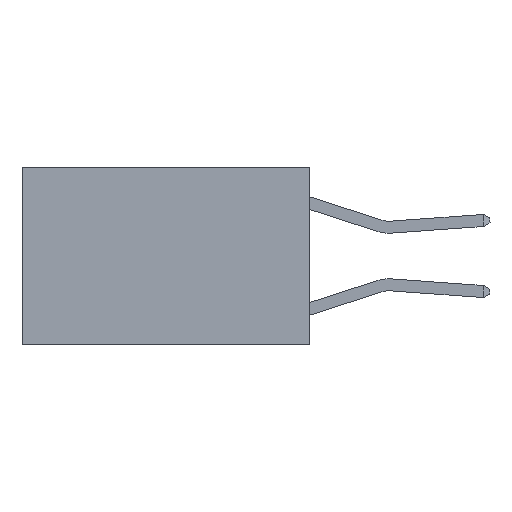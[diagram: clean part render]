
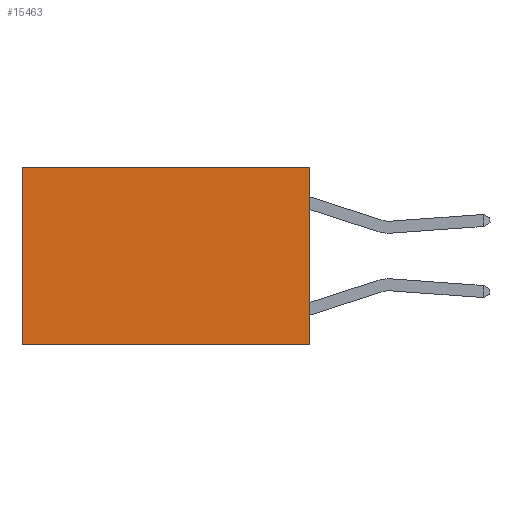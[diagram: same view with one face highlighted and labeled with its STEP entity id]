
A CAD part, left-side view. The second image highlights one B-rep face of the part: STEP entity #15463.
In plain terms, the highlighted planar face has unit normal (-1, 0, 0).
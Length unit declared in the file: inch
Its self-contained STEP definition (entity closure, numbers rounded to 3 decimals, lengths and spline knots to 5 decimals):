
#2875 = VERTEX_POINT ( 'NONE', #8771 ) ;
#3330 = CARTESIAN_POINT ( 'NONE',  ( 0.2625, 0.6, -0.37 ) ) ;
#3820 = EDGE_LOOP ( 'NONE', ( #12432, #17159, #20132, #24296 ) ) ;
#4324 = DIRECTION ( 'NONE',  ( 1., 0., 0. ) ) ;
#4533 = DIRECTION ( 'NONE',  ( 0., 0., -1. ) ) ;
#5565 = VERTEX_POINT ( 'NONE', #15907 ) ;
#7017 = LINE ( 'NONE', #8725, #7392 ) ;
#7161 = EDGE_CURVE ( 'NONE', #24629, #5565, #7963, .T. ) ;
#7392 = VECTOR ( 'NONE', #25882, 39.37008 ) ;
#7963 = LINE ( 'NONE', #12779, #28038 ) ;
#8725 = CARTESIAN_POINT ( 'NONE',  ( 0.2625, 0., -0.37 ) ) ;
#8771 = CARTESIAN_POINT ( 'NONE',  ( 0.2625, 0.6, 0. ) ) ;
#9113 = EDGE_CURVE ( 'NONE', #24629, #2875, #25292, .T. ) ;
#9953 = DIRECTION ( 'NONE',  ( 0., 0., -1. ) ) ;
#10310 = CARTESIAN_POINT ( 'NONE',  ( 0.2625, 0., 0. ) ) ;
#11926 = CARTESIAN_POINT ( 'NONE',  ( 0.2625, 0., 0. ) ) ;
#11955 = CARTESIAN_POINT ( 'NONE',  ( 0.2625, 0., 0. ) ) ;
#12039 = LINE ( 'NONE', #24481, #19247 ) ;
#12432 = ORIENTED_EDGE ( 'NONE', *, *, #21483, .T. ) ;
#12446 = FACE_OUTER_BOUND ( 'NONE', #3820, .T. ) ;
#12779 = CARTESIAN_POINT ( 'NONE',  ( 0.2625, 0., 0. ) ) ;
#13026 = DIRECTION ( 'NONE',  ( 0., 1., 0. ) ) ;
#13143 = VECTOR ( 'NONE', #13026, 39.37008 ) ;
#14500 = PLANE ( 'NONE',  #22071 ) ;
#15463 = ADVANCED_FACE ( 'NONE', ( #12446 ), #14500, .F. ) ;
#15907 = CARTESIAN_POINT ( 'NONE',  ( 0.2625, 0., -0.37 ) ) ;
#17159 = ORIENTED_EDGE ( 'NONE', *, *, #17612, .F. ) ;
#17612 = EDGE_CURVE ( 'NONE', #5565, #28292, #7017, .T. ) ;
#19247 = VECTOR ( 'NONE', #9953, 39.37008 ) ;
#20132 = ORIENTED_EDGE ( 'NONE', *, *, #7161, .F. ) ;
#20197 = DIRECTION ( 'NONE',  ( 0., 0., -1. ) ) ;
#21483 = EDGE_CURVE ( 'NONE', #2875, #28292, #12039, .T. ) ;
#22071 = AXIS2_PLACEMENT_3D ( 'NONE', #11955, #4324, #4533 ) ;
#24296 = ORIENTED_EDGE ( 'NONE', *, *, #9113, .T. ) ;
#24481 = CARTESIAN_POINT ( 'NONE',  ( 0.2625, 0.6, 0. ) ) ;
#24629 = VERTEX_POINT ( 'NONE', #11926 ) ;
#25292 = LINE ( 'NONE', #10310, #13143 ) ;
#25882 = DIRECTION ( 'NONE',  ( 0., 1., 0. ) ) ;
#28038 = VECTOR ( 'NONE', #20197, 39.37008 ) ;
#28292 = VERTEX_POINT ( 'NONE', #3330 ) ;
